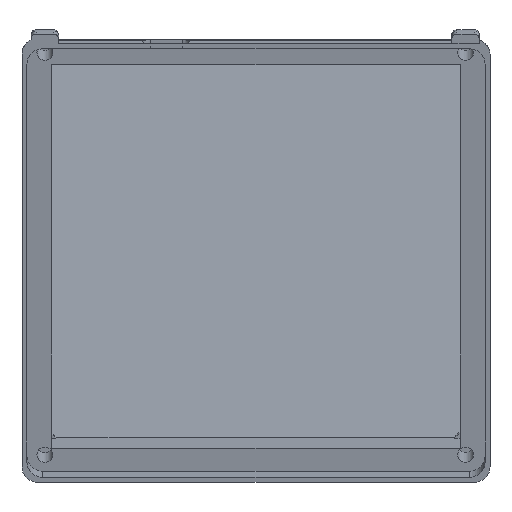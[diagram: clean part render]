
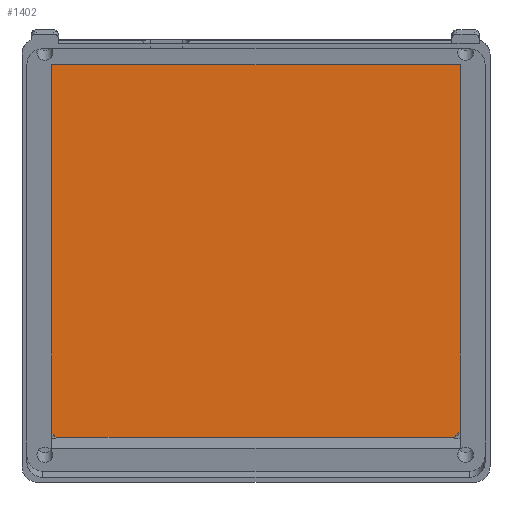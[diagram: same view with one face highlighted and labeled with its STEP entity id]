
A CAD part, top view. The second image highlights one B-rep face of the part: STEP entity #1402.
In plain terms, the highlighted planar face has unit normal (0, 0, 1).
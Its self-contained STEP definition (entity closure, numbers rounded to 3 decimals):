
#46=PLANE('',#1520);
#89=FACE_OUTER_BOUND('',#171,.T.);
#171=EDGE_LOOP('',(#1004,#1005,#1006,#1007,#1008,#1009));
#351=LINE('',#2215,#484);
#352=LINE('',#2219,#485);
#353=LINE('',#2221,#486);
#354=LINE('',#2222,#487);
#484=VECTOR('',#1748,10.);
#485=VECTOR('',#1751,10.);
#486=VECTOR('',#1752,10.);
#487=VECTOR('',#1753,10.);
#582=ELLIPSE('',#1519,2.689,2.6);
#583=ELLIPSE('',#1521,2.689,2.6);
#634=VERTEX_POINT('',#2206);
#636=VERTEX_POINT('',#2210);
#637=VERTEX_POINT('',#2214);
#638=VERTEX_POINT('',#2216);
#639=VERTEX_POINT('',#2218);
#640=VERTEX_POINT('',#2220);
#780=EDGE_CURVE('',#634,#636,#582,.T.);
#781=EDGE_CURVE('',#637,#636,#351,.T.);
#782=EDGE_CURVE('',#637,#638,#583,.T.);
#783=EDGE_CURVE('',#639,#638,#352,.T.);
#784=EDGE_CURVE('',#640,#639,#353,.T.);
#785=EDGE_CURVE('',#634,#640,#354,.T.);
#1004=ORIENTED_EDGE('',*,*,#780,.T.);
#1005=ORIENTED_EDGE('',*,*,#781,.F.);
#1006=ORIENTED_EDGE('',*,*,#782,.T.);
#1007=ORIENTED_EDGE('',*,*,#783,.F.);
#1008=ORIENTED_EDGE('',*,*,#784,.F.);
#1009=ORIENTED_EDGE('',*,*,#785,.F.);
#1402=ADVANCED_FACE('',(#89),#46,.F.);
#1519=AXIS2_PLACEMENT_3D('',#2212,#1744,#1745);
#1520=AXIS2_PLACEMENT_3D('',#2213,#1746,#1747);
#1521=AXIS2_PLACEMENT_3D('',#2217,#1749,#1750);
#1744=DIRECTION('center_axis',(0.,0.,-1.));
#1745=DIRECTION('ref_axis',(0.,1.,0.));
#1746=DIRECTION('center_axis',(0.,0.,-1.));
#1747=DIRECTION('ref_axis',(1.,0.,0.));
#1748=DIRECTION('',(-1.,0.,0.));
#1749=DIRECTION('center_axis',(0.,0.,-1.));
#1750=DIRECTION('ref_axis',(0.,1.,0.));
#1751=DIRECTION('',(0.,-1.,0.));
#1752=DIRECTION('',(1.,0.,0.));
#1753=DIRECTION('',(0.,1.,0.));
#2206=CARTESIAN_POINT('',(-41.,-34.968,3.));
#2210=CARTESIAN_POINT('',(-40.189,-35.819,3.));
#2212=CARTESIAN_POINT('Origin',(-42.4,-37.234,3.));
#2213=CARTESIAN_POINT('Origin',(0.,0.,
3.));
#2214=CARTESIAN_POINT('',(39.889,-35.819,3.));
#2215=CARTESIAN_POINT('',(20.5,-35.819,3.));
#2216=CARTESIAN_POINT('',(41.,-34.797,3.));
#2217=CARTESIAN_POINT('Origin',(42.1,-37.234,3.));
#2218=CARTESIAN_POINT('',(41.,38.999,3.));
#2219=CARTESIAN_POINT('',(41.,0.,3.));
#2220=CARTESIAN_POINT('',(-41.,38.999,3.));
#2221=CARTESIAN_POINT('',(-23.5,38.999,3.));
#2222=CARTESIAN_POINT('',(-41.,0.,3.));
